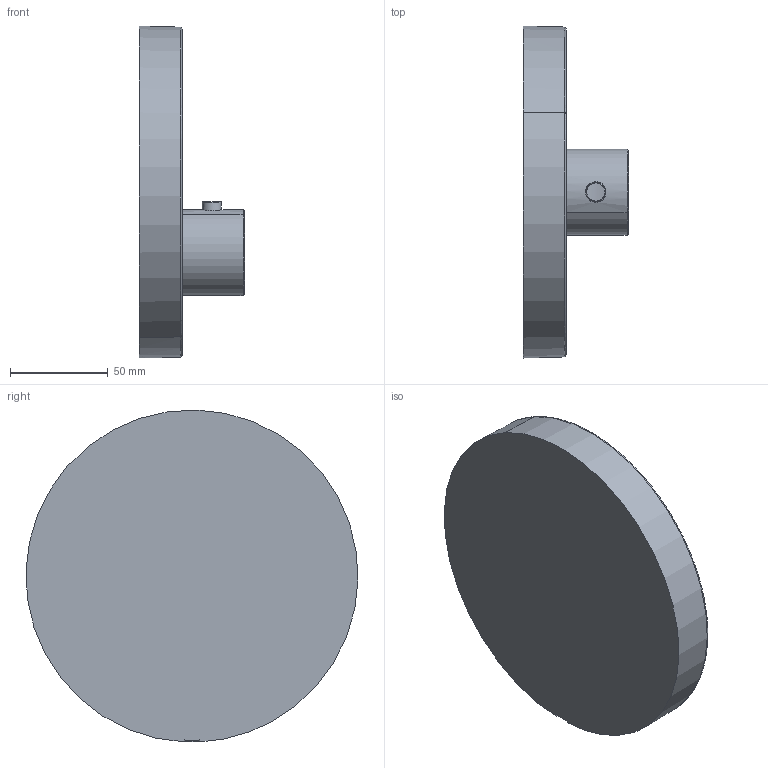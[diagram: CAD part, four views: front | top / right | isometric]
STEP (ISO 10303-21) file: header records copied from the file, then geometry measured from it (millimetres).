
FILE_DESCRIPTION(('CAx-IF Rec.Pracs.---Model Styling and Organization---1.2---2011-12-15','CAx-IF Rec.Pracs.---Geometric and Assembly Validation Properties---4.1---2014-06-16','CAx-IF Rec.Pracs.---PMI Polyline Presentation---2.0---2013-05-24'),'2;1');
FILE_NAME('1000108187_PPR_000.stp','2021-09-02T09:37:20+02:00',(''),(''),'STEP Interface 4.3 by CT CoreTechnologie','3D_Evolution4.3 by CT CoreTechnologie','');
FILE_SCHEMA(('AP203_CONFIGURATION_CONTROLLED_3D_DESIGN_OF_MECHANICAL_PARTS_AND_ASSEMBLIES_MIM_LF'));
Length unit declared in the file: millimetre
Products named in the file (7): P_2 AX ShowerSelect Therm.UP 2 Verbr.run 1000108187_PPR_000_A2; P_2 Taste iBox Select_AXOR 1000091416_PPA_000_A0; P_2 AXM Thermostatgriff Select 1000113336_PPR_000_A1; P_2 Griff UPT-AV-FS ibox Select 1000112774_PPA_000_A1; P_2 Taste UPT                     AX JMM 1000083617_PPA_000_A0; P_2 RosetteT30 2AV rund SelStarck 1000151295_PPA_000_A0; P_2 Anschlaghuelse_D44 1000083786_PPA_000_A0
Assembly tree (7 placements, depth 3):
  P_2 AX ShowerSelect Therm.UP 2 Verbr.run 1000108187_PPR_000_A2
    P_2 Taste iBox Select_AXOR 1000091416_PPA_000_A0  x2
    P_2 AXM Thermostatgriff Select 1000113336_PPR_000_A1
      P_2 Griff UPT-AV-FS ibox Select 1000112774_PPA_000_A1
      P_2 Taste UPT                     AX JMM 1000083617_PPA_000_A0
    P_2 RosetteT30 2AV rund SelStarck 1000151295_PPA_000_A0
    P_2 Anschlaghuelse_D44 1000083786_PPA_000_A0
Bounding box: 54.18 x 169.93 x 169.88 mm (x, y, z)
Volume: 551257.2 mm3; surface area: 71917.8 mm2
Topology: 6 solids, 6 shells, 74 faces, 149 edges, 86 vertices
Faces by surface type: bspline 41, cylinder 17, plane 16
Entity records: 4497 total; most frequent: CARTESIAN_POINT 1795, DIRECTION 286, ORIENTED_EDGE 260, EDGE_CURVE 130, AXIS2_PLACEMENT_3D 128, REPRESENTATION 96, PROPERTY_DEFINITION 96, PROPERTY_DEFINITION_REPRESENTATION 96
